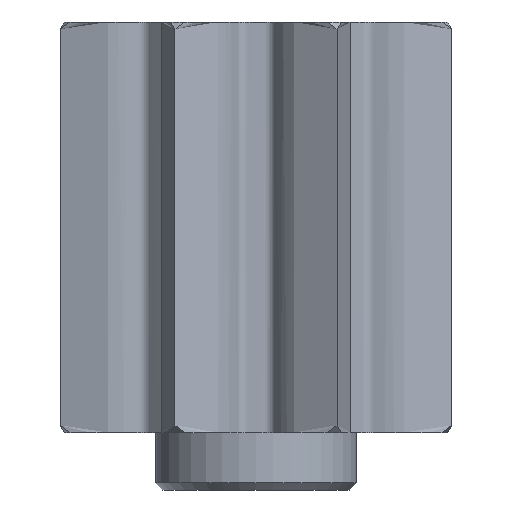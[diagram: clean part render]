
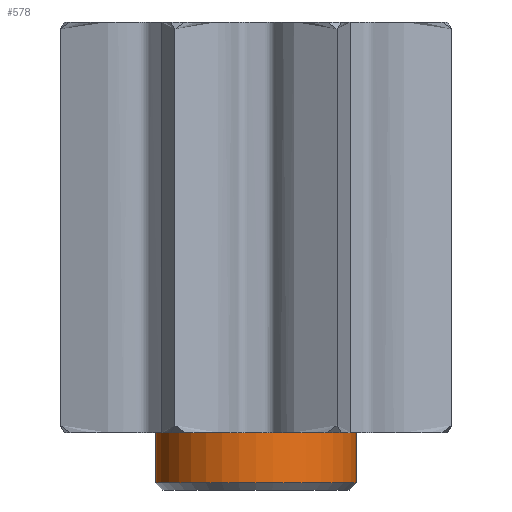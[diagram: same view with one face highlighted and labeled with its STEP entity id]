
A CAD part, front view. The second image highlights one B-rep face of the part: STEP entity #578.
In plain terms, the highlighted cylindrical face has radius 3.5 mm (diameter 7 mm), a partial arc.
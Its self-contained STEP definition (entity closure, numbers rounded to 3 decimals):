
#27 = AXIS2_PLACEMENT_3D ( 'NONE', #2137, #887, #2565 ) ;
#64 = CARTESIAN_POINT ( 'NONE',  ( -3.5, 0., -7.144 ) ) ;
#119 = ORIENTED_EDGE ( 'NONE', *, *, #731, .T. ) ;
#272 = EDGE_CURVE ( 'NONE', #1191, #1930, #302, .T. ) ;
#302 = LINE ( 'NONE', #1233, #1018 ) ;
#306 = DIRECTION ( 'NONE',  ( 0., 0., 1. ) ) ;
#423 = CARTESIAN_POINT ( 'NONE',  ( 3.5, 0., -9.144 ) ) ;
#435 = CIRCLE ( 'NONE', #27, 3.5 ) ;
#578 = ADVANCED_FACE ( 'NONE', ( #2167 ), #1563, .T. ) ;
#593 = DIRECTION ( 'NONE',  ( 0., 0., 1. ) ) ;
#731 = EDGE_CURVE ( 'NONE', #2481, #1930, #435, .T. ) ;
#887 = DIRECTION ( 'NONE',  ( 0., 0., -1. ) ) ;
#951 = LINE ( 'NONE', #423, #1304 ) ;
#1016 = CARTESIAN_POINT ( 'NONE',  ( -3.5, 0., -8.894 ) ) ;
#1018 = VECTOR ( 'NONE', #2076, 1000. ) ;
#1041 = DIRECTION ( 'NONE',  ( 1., 0., 0. ) ) ;
#1191 = VERTEX_POINT ( 'NONE', #1016 ) ;
#1203 = AXIS2_PLACEMENT_3D ( 'NONE', #1648, #2502, #1041 ) ;
#1233 = CARTESIAN_POINT ( 'NONE',  ( -3.5, 0., -9.144 ) ) ;
#1304 = VECTOR ( 'NONE', #593, 1000. ) ;
#1512 = ORIENTED_EDGE ( 'NONE', *, *, #1998, .T. ) ;
#1537 = CARTESIAN_POINT ( 'NONE',  ( 3.5, 0., -8.894 ) ) ;
#1548 = CARTESIAN_POINT ( 'NONE',  ( 0., 0., -8.894 ) ) ;
#1563 = CYLINDRICAL_SURFACE ( 'NONE', #1203, 3.5 ) ;
#1648 = CARTESIAN_POINT ( 'NONE',  ( 0., 0., -9.144 ) ) ;
#1723 = CIRCLE ( 'NONE', #2086, 3.5 ) ;
#1749 = CARTESIAN_POINT ( 'NONE',  ( 3.5, 0., -7.144 ) ) ;
#1930 = VERTEX_POINT ( 'NONE', #64 ) ;
#1998 = EDGE_CURVE ( 'NONE', #2405, #2481, #951, .T. ) ;
#2076 = DIRECTION ( 'NONE',  ( 0., 0., 1. ) ) ;
#2077 = EDGE_LOOP ( 'NONE', ( #2689, #2109, #1512, #119 ) ) ;
#2086 = AXIS2_PLACEMENT_3D ( 'NONE', #1548, #306, #2592 ) ;
#2109 = ORIENTED_EDGE ( 'NONE', *, *, #2361, .T. ) ;
#2137 = CARTESIAN_POINT ( 'NONE',  ( 0., 0., -7.144 ) ) ;
#2167 = FACE_OUTER_BOUND ( 'NONE', #2077, .T. ) ;
#2361 = EDGE_CURVE ( 'NONE', #1191, #2405, #1723, .T. ) ;
#2405 = VERTEX_POINT ( 'NONE', #1537 ) ;
#2481 = VERTEX_POINT ( 'NONE', #1749 ) ;
#2502 = DIRECTION ( 'NONE',  ( 0., 0., 1. ) ) ;
#2565 = DIRECTION ( 'NONE',  ( -1., 0., 0. ) ) ;
#2592 = DIRECTION ( 'NONE',  ( -1., 0., 0. ) ) ;
#2689 = ORIENTED_EDGE ( 'NONE', *, *, #272, .F. ) ;
